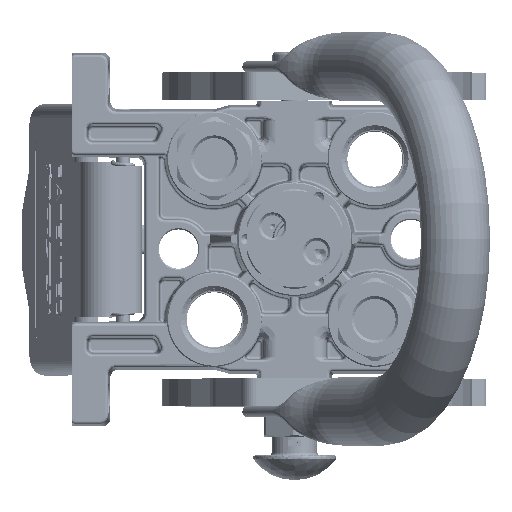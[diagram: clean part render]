
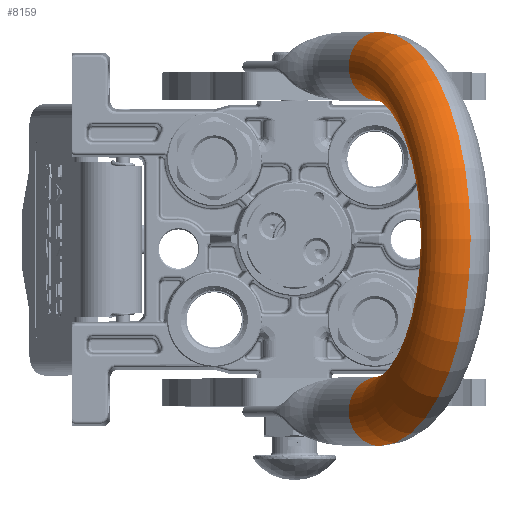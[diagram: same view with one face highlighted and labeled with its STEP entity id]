
A CAD part, top view. The second image highlights one B-rep face of the part: STEP entity #8159.
In plain terms, the highlighted toroidal (fillet/blend) face has major radius 62.25 mm and minor radius 12.5 mm.
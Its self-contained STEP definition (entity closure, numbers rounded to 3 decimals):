
#2987 = VERTEX_POINT ( 'NONE', #136230 ) ;
#7438 = DIRECTION ( 'NONE',  ( 1., 0., 0. ) ) ;
#8159 = ADVANCED_FACE ( 'NONE', ( #99315 ), #40585, .T. ) ;
#11959 = AXIS2_PLACEMENT_3D ( 'NONE', #27608, #111731, #46218 ) ;
#21777 = DIRECTION ( 'NONE',  ( 0., 1., 0. ) ) ;
#24609 = CARTESIAN_POINT ( 'NONE',  ( 0., 0., 25.25 ) ) ;
#27608 = CARTESIAN_POINT ( 'NONE',  ( -62.25, 0., 25.25 ) ) ;
#29453 = DIRECTION ( 'NONE',  ( 0., 1., 0. ) ) ;
#36421 = CIRCLE ( 'NONE', #82449, 49.75 ) ;
#40585 = TOROIDAL_SURFACE ( 'NONE', #186217, 62.25, 12.5 ) ;
#40796 = EDGE_CURVE ( 'NONE', #158671, #133626, #185937, .T. ) ;
#45030 = VERTEX_POINT ( 'NONE', #207133 ) ;
#46218 = DIRECTION ( 'NONE',  ( -1., 0., 0. ) ) ;
#48832 = EDGE_CURVE ( 'NONE', #45030, #2987, #109113, .T. ) ;
#53038 = ORIENTED_EDGE ( 'NONE', *, *, #40796, .T. ) ;
#58632 = ORIENTED_EDGE ( 'NONE', *, *, #111009, .T. ) ;
#58702 = ORIENTED_EDGE ( 'NONE', *, *, #48832, .F. ) ;
#73639 = CARTESIAN_POINT ( 'NONE',  ( -49.75, 0., 25.25 ) ) ;
#80582 = EDGE_CURVE ( 'NONE', #158671, #45030, #172752, .T. ) ;
#82449 = AXIS2_PLACEMENT_3D ( 'NONE', #150546, #202693, #108493 ) ;
#93677 = CARTESIAN_POINT ( 'NONE',  ( 0., 0., 25.25 ) ) ;
#99315 = FACE_OUTER_BOUND ( 'NONE', #202676, .T. ) ;
#105927 = AXIS2_PLACEMENT_3D ( 'NONE', #24609, #21777, #135850 ) ;
#107241 = DIRECTION ( 'NONE',  ( 0., 0., -1. ) ) ;
#108493 = DIRECTION ( 'NONE',  ( -1., 0., 0. ) ) ;
#109113 = CIRCLE ( 'NONE', #147833, 12.5 ) ;
#111009 = EDGE_CURVE ( 'NONE', #133626, #2987, #36421, .T. ) ;
#111731 = DIRECTION ( 'NONE',  ( 0., 0., 1. ) ) ;
#133626 = VERTEX_POINT ( 'NONE', #73639 ) ;
#135345 = CARTESIAN_POINT ( 'NONE',  ( -74.75, 0., 25.25 ) ) ;
#135850 = DIRECTION ( 'NONE',  ( -1., 0., 0. ) ) ;
#136230 = CARTESIAN_POINT ( 'NONE',  ( 49.75, 0., 25.25 ) ) ;
#147833 = AXIS2_PLACEMENT_3D ( 'NONE', #186356, #107241, #7438 ) ;
#150546 = CARTESIAN_POINT ( 'NONE',  ( 0., 0., 25.25 ) ) ;
#158671 = VERTEX_POINT ( 'NONE', #135345 ) ;
#172752 = CIRCLE ( 'NONE', #105927, 74.75 ) ;
#177675 = ORIENTED_EDGE ( 'NONE', *, *, #80582, .F. ) ;
#185937 = CIRCLE ( 'NONE', #11959, 12.5 ) ;
#186217 = AXIS2_PLACEMENT_3D ( 'NONE', #93677, #29453, #194129 ) ;
#186356 = CARTESIAN_POINT ( 'NONE',  ( 62.25, 0., 25.25 ) ) ;
#194129 = DIRECTION ( 'NONE',  ( 1., 0., 0. ) ) ;
#202676 = EDGE_LOOP ( 'NONE', ( #58632, #58702, #177675, #53038 ) ) ;
#202693 = DIRECTION ( 'NONE',  ( 0., 1., 0. ) ) ;
#207133 = CARTESIAN_POINT ( 'NONE',  ( 74.75, 0., 25.25 ) ) ;
